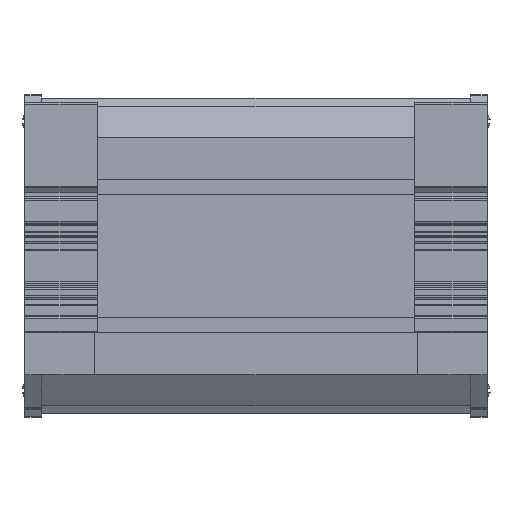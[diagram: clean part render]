
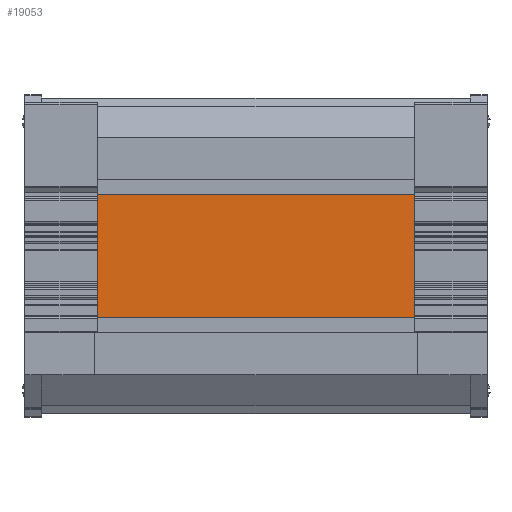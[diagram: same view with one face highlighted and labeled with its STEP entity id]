
A CAD part, front view. The second image highlights one B-rep face of the part: STEP entity #19053.
In plain terms, the highlighted planar face has unit normal (0, -1, 0).
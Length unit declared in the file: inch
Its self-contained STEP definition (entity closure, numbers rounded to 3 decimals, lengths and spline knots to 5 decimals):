
#284 = AXIS2_PLACEMENT_3D ( 'NONE', #1182, #1183, #1184 ) ;
#1181 = PLANE ( 'NONE',  #284 ) ;
#1182 = CARTESIAN_POINT ( 'NONE',  ( -1.71, -0.65806, 0.65649 ) ) ;
#1183 = DIRECTION ( 'NONE',  ( 0., 1., 0. ) ) ;
#1184 = DIRECTION ( 'NONE',  ( 0., 0., 1. ) ) ;
#3394 = ORIENTED_EDGE ( 'NONE', *, *, #21544, .F. ) ;
#3395 = ORIENTED_EDGE ( 'NONE', *, *, #25729, .F. ) ;
#3396 = ORIENTED_EDGE ( 'NONE', *, *, #25728, .T. ) ;
#3397 = ORIENTED_EDGE ( 'NONE', *, *, #25730, .F. ) ;
#3562 = VECTOR ( 'NONE', #17512, 39.37008 ) ;
#10401 = EDGE_LOOP ( 'NONE', ( #3394, #3396, #3395, #3397 ) ) ;
#12637 = FACE_OUTER_BOUND ( 'NONE', #10401, .T. ) ;
#15141 = CARTESIAN_POINT ( 'NONE',  ( 1.68, -0.65806, -0.65649 ) ) ;
#15946 = VECTOR ( 'NONE', #22959, 39.37008 ) ;
#15947 = VECTOR ( 'NONE', #22961, 39.37008 ) ;
#15948 = VECTOR ( 'NONE', #22963, 39.37008 ) ;
#17511 = CARTESIAN_POINT ( 'NONE',  ( -1.68, -0.65806, 0.65649 ) ) ;
#17512 = DIRECTION ( 'NONE',  ( 0., 0., 1. ) ) ;
#17721 = VERTEX_POINT ( 'NONE', #15141 ) ;
#17858 = LINE ( 'NONE', #17511, #3562 ) ;
#18741 = LINE ( 'NONE', #22958, #15946 ) ;
#18742 = LINE ( 'NONE', #22960, #15947 ) ;
#18743 = LINE ( 'NONE', #22962, #15948 ) ;
#19053 = ADVANCED_FACE ( 'NONE', ( #12637 ), #1181, .F. ) ;
#21544 = EDGE_CURVE ( 'NONE', #25143, #25001, #17858, .T. ) ;
#22002 = CARTESIAN_POINT ( 'NONE',  ( -1.68, -0.65806, 0.65649 ) ) ;
#22065 = CARTESIAN_POINT ( 'NONE',  ( 1.68, -0.65806, 0.65649 ) ) ;
#22144 = CARTESIAN_POINT ( 'NONE',  ( -1.68, -0.65806, -0.65649 ) ) ;
#22958 = CARTESIAN_POINT ( 'NONE',  ( -1.71, -0.65806, -0.65649 ) ) ;
#22959 = DIRECTION ( 'NONE',  ( 1., 0., 0. ) ) ;
#22960 = CARTESIAN_POINT ( 'NONE',  ( 1.68, -0.65806, 0.65649 ) ) ;
#22961 = DIRECTION ( 'NONE',  ( 0., 0., -1. ) ) ;
#22962 = CARTESIAN_POINT ( 'NONE',  ( -1.71, -0.65806, 0.65649 ) ) ;
#22963 = DIRECTION ( 'NONE',  ( 1., 0., 0. ) ) ;
#25001 = VERTEX_POINT ( 'NONE', #22002 ) ;
#25064 = VERTEX_POINT ( 'NONE', #22065 ) ;
#25143 = VERTEX_POINT ( 'NONE', #22144 ) ;
#25728 = EDGE_CURVE ( 'NONE', #25143, #17721, #18741, .T. ) ;
#25729 = EDGE_CURVE ( 'NONE', #25064, #17721, #18742, .T. ) ;
#25730 = EDGE_CURVE ( 'NONE', #25001, #25064, #18743, .T. ) ;
